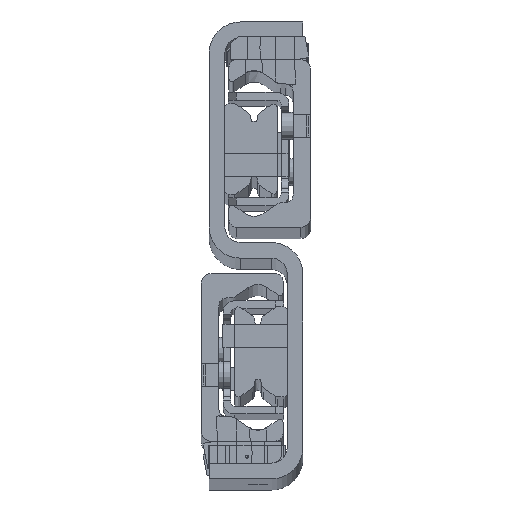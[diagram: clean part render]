
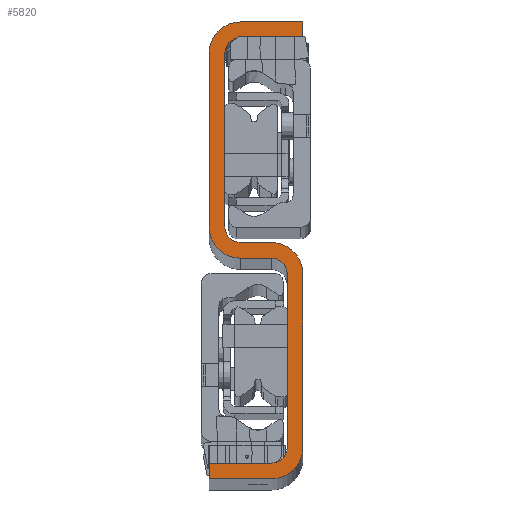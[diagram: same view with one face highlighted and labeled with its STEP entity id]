
A CAD part, top view. The second image highlights one B-rep face of the part: STEP entity #5820.
In plain terms, the highlighted planar face has unit normal (0, 0, 1).
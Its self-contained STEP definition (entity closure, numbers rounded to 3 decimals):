
#4774=CARTESIAN_POINT('',(24.,117.,1650.0));
#4775=VERTEX_POINT('',#4774);
#4776=CARTESIAN_POINT('',(24.,113.0,1650.0));
#4777=VERTEX_POINT('',#4776);
#4778=CARTESIAN_POINT('',(24.,117.,1650.0));
#4779=DIRECTION('',(0.0,-1.0,0.0));
#4780=VECTOR('',#4779,4.);
#4781=LINE('',#4778,#4780);
#4782=EDGE_CURVE('',#4775,#4777,#4781,.T.);
#4814=CARTESIAN_POINT('',(8.,113.0,1650.0));
#4815=VERTEX_POINT('',#4814);
#4816=CARTESIAN_POINT('',(24.,113.0,1650.0));
#4817=DIRECTION('',(-1.0,0.0,0.0));
#4818=VECTOR('',#4817,16.);
#4819=LINE('',#4816,#4818);
#4820=EDGE_CURVE('',#4777,#4815,#4819,.T.);
#4872=CARTESIAN_POINT('',(4.,109.,1650.0));
#4873=VERTEX_POINT('',#4872);
#4874=CARTESIAN_POINT('',(8.,109.,1650.0));
#4875=DIRECTION('',(0.0,0.0,1.0));
#4876=DIRECTION('',(0.0,-1.0,0.0));
#4877=AXIS2_PLACEMENT_3D('',#4874,#4875,#4876);
#4878=CIRCLE('',#4877,4.0);
#4879=EDGE_CURVE('',#4815,#4873,#4878,.T.);
#4905=CARTESIAN_POINT('',(4.,64.5,1650.0));
#4906=VERTEX_POINT('',#4905);
#4907=CARTESIAN_POINT('',(4.,109.,1650.0));
#4908=DIRECTION('',(0.0,-1.0,0.0));
#4909=VECTOR('',#4908,44.5);
#4910=LINE('',#4907,#4909);
#4911=EDGE_CURVE('',#4873,#4906,#4910,.T.);
#4999=CARTESIAN_POINT('',(8.,60.5,1650.0));
#5000=VERTEX_POINT('',#4999);
#5001=CARTESIAN_POINT('',(8.,64.5,1650.0));
#5002=DIRECTION('',(0.0,0.0,1.0));
#5003=DIRECTION('',(1.0,0.0,0.0));
#5004=AXIS2_PLACEMENT_3D('',#5001,#5002,#5003);
#5005=CIRCLE('',#5004,4.0);
#5006=EDGE_CURVE('',#4906,#5000,#5005,.T.);
#5032=CARTESIAN_POINT('',(16.,60.5,1650.0));
#5033=VERTEX_POINT('',#5032);
#5034=CARTESIAN_POINT('',(8.,60.5,1650.0));
#5035=DIRECTION('',(1.0,0.0,0.0));
#5036=VECTOR('',#5035,8.);
#5037=LINE('',#5034,#5036);
#5038=EDGE_CURVE('',#5000,#5033,#5037,.T.);
#5063=CARTESIAN_POINT('',(24.,52.5,1650.0));
#5064=VERTEX_POINT('',#5063);
#5065=CARTESIAN_POINT('',(16.,52.5,1650.0));
#5066=DIRECTION('',(0.0,0.0,-1.0));
#5067=DIRECTION('',(1.0,0.0,0.0));
#5068=AXIS2_PLACEMENT_3D('',#5065,#5066,#5067);
#5069=CIRCLE('',#5068,8.0);
#5070=EDGE_CURVE('',#5033,#5064,#5069,.T.);
#5096=CARTESIAN_POINT('',(24.,8.,1650.0));
#5097=VERTEX_POINT('',#5096);
#5098=CARTESIAN_POINT('',(24.,52.5,1650.0));
#5099=DIRECTION('',(0.0,-1.0,0.0));
#5100=VECTOR('',#5099,44.5);
#5101=LINE('',#5098,#5100);
#5102=EDGE_CURVE('',#5064,#5097,#5101,.T.);
#5190=CARTESIAN_POINT('',(16.0,0.,1650.0));
#5191=VERTEX_POINT('',#5190);
#5192=CARTESIAN_POINT('',(16.,8.,1650.0));
#5193=DIRECTION('',(0.0,0.0,-1.0));
#5194=DIRECTION('',(0.,-1.,0.0));
#5195=AXIS2_PLACEMENT_3D('',#5192,#5193,#5194);
#5196=CIRCLE('',#5195,8.0);
#5197=EDGE_CURVE('',#5097,#5191,#5196,.T.);
#5223=CARTESIAN_POINT('',(0.0,0.,1650.0));
#5224=VERTEX_POINT('',#5223);
#5225=CARTESIAN_POINT('',(16.0,0.,1650.0));
#5226=DIRECTION('',(-1.0,0.0,0.0));
#5227=VECTOR('',#5226,16.0);
#5228=LINE('',#5225,#5227);
#5229=EDGE_CURVE('',#5191,#5224,#5228,.T.);
#5281=CARTESIAN_POINT('',(0.0,4.0,1650.0));
#5282=VERTEX_POINT('',#5281);
#5283=CARTESIAN_POINT('',(0.0,0.,1650.0));
#5284=DIRECTION('',(0.0,1.0,0.0));
#5285=VECTOR('',#5284,4.);
#5286=LINE('',#5283,#5285);
#5287=EDGE_CURVE('',#5224,#5282,#5286,.T.);
#5312=CARTESIAN_POINT('',(16.,4.,1650.0));
#5313=VERTEX_POINT('',#5312);
#5314=CARTESIAN_POINT('',(0.0,4.0,1650.0));
#5315=DIRECTION('',(1.0,0.0,0.0));
#5316=VECTOR('',#5315,16.);
#5317=LINE('',#5314,#5316);
#5318=EDGE_CURVE('',#5282,#5313,#5317,.T.);
#5370=CARTESIAN_POINT('',(20.,8.,1650.0));
#5371=VERTEX_POINT('',#5370);
#5372=CARTESIAN_POINT('',(16.,8.,1650.0));
#5373=DIRECTION('',(0.0,0.0,1.0));
#5374=DIRECTION('',(0.0,1.0,0.0));
#5375=AXIS2_PLACEMENT_3D('',#5372,#5373,#5374);
#5376=CIRCLE('',#5375,4.0);
#5377=EDGE_CURVE('',#5313,#5371,#5376,.T.);
#5403=CARTESIAN_POINT('',(20.,52.5,1650.0));
#5404=VERTEX_POINT('',#5403);
#5405=CARTESIAN_POINT('',(20.,8.0,1650.0));
#5406=DIRECTION('',(0.0,1.0,0.0));
#5407=VECTOR('',#5406,44.5);
#5408=LINE('',#5405,#5407);
#5409=EDGE_CURVE('',#5371,#5404,#5408,.T.);
#5497=CARTESIAN_POINT('',(16.,56.5,1650.0));
#5498=VERTEX_POINT('',#5497);
#5499=CARTESIAN_POINT('',(16.,52.5,1650.0));
#5500=DIRECTION('',(0.0,0.0,1.0));
#5501=DIRECTION('',(-1.0,0.0,0.0));
#5502=AXIS2_PLACEMENT_3D('',#5499,#5500,#5501);
#5503=CIRCLE('',#5502,4.0);
#5504=EDGE_CURVE('',#5404,#5498,#5503,.T.);
#5530=CARTESIAN_POINT('',(8.0,56.5,1650.0));
#5531=VERTEX_POINT('',#5530);
#5532=CARTESIAN_POINT('',(16.,56.5,1650.0));
#5533=DIRECTION('',(-1.0,0.0,0.0));
#5534=VECTOR('',#5533,8.);
#5535=LINE('',#5532,#5534);
#5536=EDGE_CURVE('',#5498,#5531,#5535,.T.);
#5561=CARTESIAN_POINT('',(0.0,64.5,1650.0));
#5562=VERTEX_POINT('',#5561);
#5563=CARTESIAN_POINT('',(8.0,64.5,1650.0));
#5564=DIRECTION('',(0.0,0.0,-1.0));
#5565=DIRECTION('',(-1.0,0.0,0.0));
#5566=AXIS2_PLACEMENT_3D('',#5563,#5564,#5565);
#5567=CIRCLE('',#5566,8.0);
#5568=EDGE_CURVE('',#5531,#5562,#5567,.T.);
#5594=CARTESIAN_POINT('',(0.0,109.0,1650.0));
#5595=VERTEX_POINT('',#5594);
#5596=CARTESIAN_POINT('',(0.0,64.5,1650.0));
#5597=DIRECTION('',(0.0,1.0,0.0));
#5598=VECTOR('',#5597,44.5);
#5599=LINE('',#5596,#5598);
#5600=EDGE_CURVE('',#5562,#5595,#5599,.T.);
#5688=CARTESIAN_POINT('',(8.0,117.,1650.0));
#5689=VERTEX_POINT('',#5688);
#5690=CARTESIAN_POINT('',(8.0,109.0,1650.0));
#5691=DIRECTION('',(0.0,0.0,-1.0));
#5692=DIRECTION('',(0.0,1.0,0.0));
#5693=AXIS2_PLACEMENT_3D('',#5690,#5691,#5692);
#5694=CIRCLE('',#5693,8.0);
#5695=EDGE_CURVE('',#5595,#5689,#5694,.T.);
#5721=CARTESIAN_POINT('',(8.0,117.,1650.0));
#5722=DIRECTION('',(1.0,0.0,0.0));
#5723=VECTOR('',#5722,16.);
#5724=LINE('',#5721,#5723);
#5725=EDGE_CURVE('',#5689,#4775,#5724,.T.);
#5793=CARTESIAN_POINT('',(12.,58.5,1650.0));
#5794=DIRECTION('',(0.0,0.0,1.0));
#5795=DIRECTION('',(1.0,0.0,0.0));
#5796=AXIS2_PLACEMENT_3D('',#5793,#5794,#5795);
#5797=PLANE('',#5796);
#5798=ORIENTED_EDGE('',*,*,#4782,.F.);
#5799=ORIENTED_EDGE('',*,*,#5725,.F.);
#5800=ORIENTED_EDGE('',*,*,#5695,.F.);
#5801=ORIENTED_EDGE('',*,*,#5600,.F.);
#5802=ORIENTED_EDGE('',*,*,#5568,.F.);
#5803=ORIENTED_EDGE('',*,*,#5536,.F.);
#5804=ORIENTED_EDGE('',*,*,#5504,.F.);
#5805=ORIENTED_EDGE('',*,*,#5409,.F.);
#5806=ORIENTED_EDGE('',*,*,#5377,.F.);
#5807=ORIENTED_EDGE('',*,*,#5318,.F.);
#5808=ORIENTED_EDGE('',*,*,#5287,.F.);
#5809=ORIENTED_EDGE('',*,*,#5229,.F.);
#5810=ORIENTED_EDGE('',*,*,#5197,.F.);
#5811=ORIENTED_EDGE('',*,*,#5102,.F.);
#5812=ORIENTED_EDGE('',*,*,#5070,.F.);
#5813=ORIENTED_EDGE('',*,*,#5038,.F.);
#5814=ORIENTED_EDGE('',*,*,#5006,.F.);
#5815=ORIENTED_EDGE('',*,*,#4911,.F.);
#5816=ORIENTED_EDGE('',*,*,#4879,.F.);
#5817=ORIENTED_EDGE('',*,*,#4820,.F.);
#5818=EDGE_LOOP('',(#5798,#5799,#5800,#5801,#5802,#5803,#5804,#5805,#5806,#5807,#5808,#5809,#5810,#5811,#5812,#5813,#5814,#5815,#5816,#5817));
#5819=FACE_OUTER_BOUND('',#5818,.T.);
#5820=ADVANCED_FACE('',(#5819),#5797,.T.);
